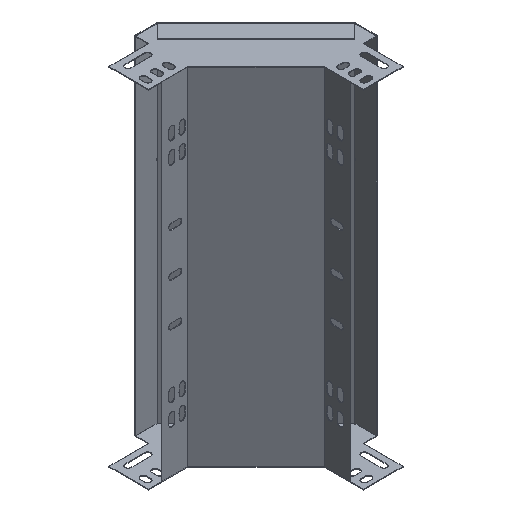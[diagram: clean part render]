
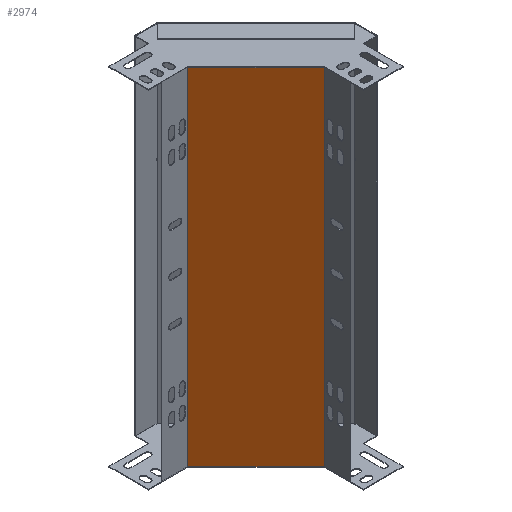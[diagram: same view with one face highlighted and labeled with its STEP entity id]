
A CAD part, isometric view. The second image highlights one B-rep face of the part: STEP entity #2974.
In plain terms, the highlighted planar face has unit normal (-0.707, -0.707, 0).
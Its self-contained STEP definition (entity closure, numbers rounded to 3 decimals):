
#34 = CARTESIAN_POINT ( 'NONE',  ( 27.979, -79.156, 320.829 ) ) ;
#388 = EDGE_CURVE ( 'NONE', #5149, #542, #2111, .T. ) ;
#392 = LINE ( 'NONE', #4614, #4818 ) ;
#402 = EDGE_CURVE ( 'NONE', #1705, #6452, #4989, .T. ) ;
#409 = EDGE_CURVE ( 'NONE', #1884, #1705, #3609, .T. ) ;
#417 = EDGE_CURVE ( 'NONE', #1884, #2648, #6558, .T. ) ;
#418 = CARTESIAN_POINT ( 'NONE',  ( 27.976, -79.153, 320.829 ) ) ;
#429 = EDGE_CURVE ( 'NONE', #2648, #5149, #392, .T. ) ;
#433 = EDGE_CURVE ( 'NONE', #542, #6452, #1746, .T. ) ;
#542 = VERTEX_POINT ( 'NONE', #3645 ) ;
#982 = AXIS2_PLACEMENT_3D ( 'NONE', #34, #1766, #5739 ) ;
#1602 = CARTESIAN_POINT ( 'NONE',  ( 27.976, -79.153, -79.171 ) ) ;
#1671 = CARTESIAN_POINT ( 'NONE',  ( -11.442, -39.734, -79.171 ) ) ;
#1705 = VERTEX_POINT ( 'NONE', #1602 ) ;
#1746 = LINE ( 'NONE', #4574, #4659 ) ;
#1766 = DIRECTION ( 'NONE',  ( -0.707, -0.707, 0. ) ) ;
#1884 = VERTEX_POINT ( 'NONE', #418 ) ;
#1921 = VECTOR ( 'NONE', #4776, 1000. ) ;
#2111 = LINE ( 'NONE', #4893, #6384 ) ;
#2648 = VERTEX_POINT ( 'NONE', #5931 ) ;
#2974 = ADVANCED_FACE ( 'NONE', ( #6169 ), #4660, .T. ) ;
#3300 = EDGE_LOOP ( 'NONE', ( #3620, #3640, #3721, #3873, #4033, #4055 ) ) ;
#3401 = VECTOR ( 'NONE', #4687, 1000. ) ;
#3609 = LINE ( 'NONE', #4830, #6210 ) ;
#3620 = ORIENTED_EDGE ( 'NONE', *, *, #402, .F. ) ;
#3640 = ORIENTED_EDGE ( 'NONE', *, *, #409, .F. ) ;
#3645 = CARTESIAN_POINT ( 'NONE',  ( -50.86, -0.316, -79.171 ) ) ;
#3721 = ORIENTED_EDGE ( 'NONE', *, *, #417, .T. ) ;
#3873 = ORIENTED_EDGE ( 'NONE', *, *, #429, .T. ) ;
#4033 = ORIENTED_EDGE ( 'NONE', *, *, #388, .T. ) ;
#4055 = ORIENTED_EDGE ( 'NONE', *, *, #433, .T. ) ;
#4539 = DIRECTION ( 'NONE',  ( 0.707, -0.707, 0. ) ) ;
#4564 = DIRECTION ( 'NONE',  ( -0.707, 0.707, 0. ) ) ;
#4574 = CARTESIAN_POINT ( 'NONE',  ( 27.979, -79.156, -79.171 ) ) ;
#4614 = CARTESIAN_POINT ( 'NONE',  ( -50.86, -0.316, 320.829 ) ) ;
#4659 = VECTOR ( 'NONE', #4539, 1000. ) ;
#4660 = PLANE ( 'NONE',  #982 ) ;
#4665 = CARTESIAN_POINT ( 'NONE',  ( 27.979, -79.156, 320.829 ) ) ;
#4687 = DIRECTION ( 'NONE',  ( -0.707, 0.707, 0. ) ) ;
#4744 = DIRECTION ( 'NONE',  ( 0., 0., -1. ) ) ;
#4776 = DIRECTION ( 'NONE',  ( -0.707, 0.707, 0. ) ) ;
#4818 = VECTOR ( 'NONE', #4564, 1000. ) ;
#4830 = CARTESIAN_POINT ( 'NONE',  ( 27.976, -79.153, 320.829 ) ) ;
#4838 = DIRECTION ( 'NONE',  ( 0., 0., -1. ) ) ;
#4868 = CARTESIAN_POINT ( 'NONE',  ( -50.86, -0.316, 320.829 ) ) ;
#4893 = CARTESIAN_POINT ( 'NONE',  ( -50.86, -0.316, 320.829 ) ) ;
#4989 = LINE ( 'NONE', #5005, #1921 ) ;
#5005 = CARTESIAN_POINT ( 'NONE',  ( 27.979, -79.156, -79.171 ) ) ;
#5149 = VERTEX_POINT ( 'NONE', #4868 ) ;
#5739 = DIRECTION ( 'NONE',  ( 0.707, -0.707, 0. ) ) ;
#5931 = CARTESIAN_POINT ( 'NONE',  ( -11.442, -39.734, 320.829 ) ) ;
#6169 = FACE_OUTER_BOUND ( 'NONE', #3300, .T. ) ;
#6210 = VECTOR ( 'NONE', #4744, 1000. ) ;
#6384 = VECTOR ( 'NONE', #4838, 1000. ) ;
#6452 = VERTEX_POINT ( 'NONE', #1671 ) ;
#6558 = LINE ( 'NONE', #4665, #3401 ) ;
